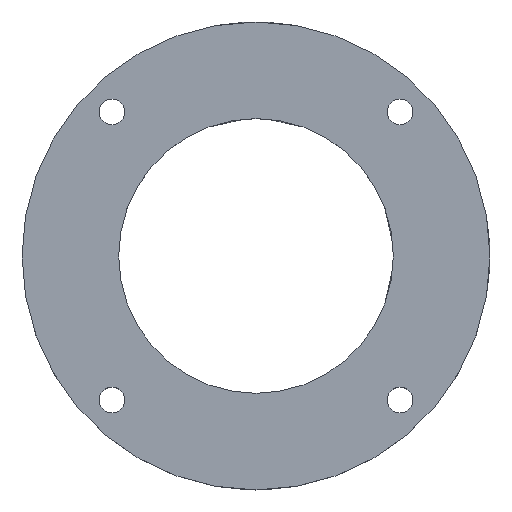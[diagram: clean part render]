
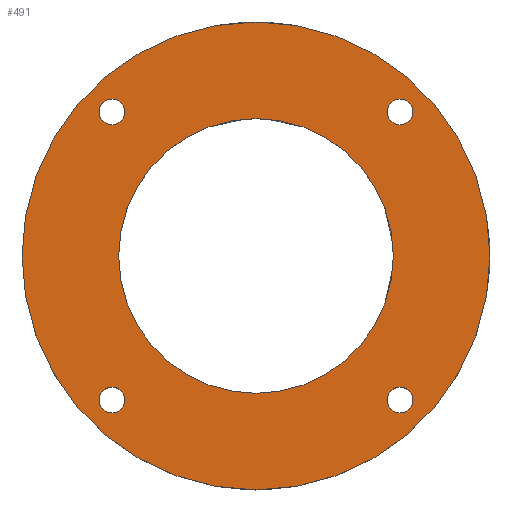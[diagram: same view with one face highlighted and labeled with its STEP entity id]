
A CAD part, top view. The second image highlights one B-rep face of the part: STEP entity #491.
In plain terms, the highlighted planar face has unit normal (0, 0, 1).
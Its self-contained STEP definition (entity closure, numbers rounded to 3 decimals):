
#12 = ORIENTED_EDGE ( 'NONE', *, *, #680, .F. ) ;
#25 = CIRCLE ( 'NONE', #863, 4.25 ) ;
#34 = CARTESIAN_POINT ( 'NONE',  ( -51.98, 47.73, 7.5 ) ) ;
#41 = CARTESIAN_POINT ( 'NONE',  ( 43.48, -47.73, 7.5 ) ) ;
#58 = EDGE_CURVE ( 'NONE', #435, #1067, #25, .T. ) ;
#61 = DIRECTION ( 'NONE',  ( 0., 0., 1. ) ) ;
#103 = DIRECTION ( 'NONE',  ( 1., 0., 0. ) ) ;
#110 = CARTESIAN_POINT ( 'NONE',  ( -51.98, -47.73, 7.5 ) ) ;
#114 = CARTESIAN_POINT ( 'NONE',  ( -47.73, -47.73, 7.5 ) ) ;
#116 = ORIENTED_EDGE ( 'NONE', *, *, #161, .F. ) ;
#119 = DIRECTION ( 'NONE',  ( 0., 0., 1. ) ) ;
#120 = EDGE_CURVE ( 'NONE', #343, #698, #143, .T. ) ;
#133 = VERTEX_POINT ( 'NONE', #481 ) ;
#134 = DIRECTION ( 'NONE',  ( 1., 0., 0. ) ) ;
#137 = DIRECTION ( 'NONE',  ( 0., 0., 1. ) ) ;
#142 = CARTESIAN_POINT ( 'NONE',  ( -45.5, 0., 7.5 ) ) ;
#143 = CIRCLE ( 'NONE', #984, 77.5 ) ;
#147 = CARTESIAN_POINT ( 'NONE',  ( 0., 0., 7.5 ) ) ;
#153 = FACE_BOUND ( 'NONE', #807, .T. ) ;
#161 = EDGE_CURVE ( 'NONE', #1067, #435, #783, .T. ) ;
#164 = VERTEX_POINT ( 'NONE', #823 ) ;
#171 = DIRECTION ( 'NONE',  ( -1., 0., 0. ) ) ;
#172 = EDGE_CURVE ( 'NONE', #133, #300, #927, .T. ) ;
#178 = ORIENTED_EDGE ( 'NONE', *, *, #194, .F. ) ;
#182 = ORIENTED_EDGE ( 'NONE', *, *, #120, .T. ) ;
#187 = AXIS2_PLACEMENT_3D ( 'NONE', #114, #877, #366 ) ;
#194 = EDGE_CURVE ( 'NONE', #313, #164, #387, .T. ) ;
#196 = AXIS2_PLACEMENT_3D ( 'NONE', #1006, #406, #237 ) ;
#201 = CARTESIAN_POINT ( 'NONE',  ( 47.73, -47.73, 7.5 ) ) ;
#211 = DIRECTION ( 'NONE',  ( 1., 0., 0. ) ) ;
#227 = PLANE ( 'NONE',  #301 ) ;
#233 = DIRECTION ( 'NONE',  ( 0., -1., 0. ) ) ;
#237 = DIRECTION ( 'NONE',  ( 0., 1., 0. ) ) ;
#255 = VERTEX_POINT ( 'NONE', #41 ) ;
#275 = EDGE_LOOP ( 'NONE', ( #687, #182 ) ) ;
#279 = CARTESIAN_POINT ( 'NONE',  ( 0., 0., 7.5 ) ) ;
#288 = CARTESIAN_POINT ( 'NONE',  ( 51.98, 47.73, 7.5 ) ) ;
#291 = VERTEX_POINT ( 'NONE', #653 ) ;
#300 = VERTEX_POINT ( 'NONE', #142 ) ;
#301 = AXIS2_PLACEMENT_3D ( 'NONE', #560, #61, #1048 ) ;
#313 = VERTEX_POINT ( 'NONE', #288 ) ;
#323 = DIRECTION ( 'NONE',  ( 0., 0., 1. ) ) ;
#326 = CIRCLE ( 'NONE', #968, 4.25 ) ;
#343 = VERTEX_POINT ( 'NONE', #583 ) ;
#350 = EDGE_CURVE ( 'NONE', #388, #353, #739, .T. ) ;
#353 = VERTEX_POINT ( 'NONE', #448 ) ;
#366 = DIRECTION ( 'NONE',  ( 0., 1., 0. ) ) ;
#387 = CIRCLE ( 'NONE', #948, 4.25 ) ;
#388 = VERTEX_POINT ( 'NONE', #110 ) ;
#406 = DIRECTION ( 'NONE',  ( 0., 0., 1. ) ) ;
#409 = EDGE_CURVE ( 'NONE', #255, #291, #326, .T. ) ;
#435 = VERTEX_POINT ( 'NONE', #969 ) ;
#442 = EDGE_LOOP ( 'NONE', ( #830, #647 ) ) ;
#448 = CARTESIAN_POINT ( 'NONE',  ( -43.48, -47.73, 7.5 ) ) ;
#451 = ORIENTED_EDGE ( 'NONE', *, *, #350, .F. ) ;
#459 = CARTESIAN_POINT ( 'NONE',  ( 47.73, 47.73, 7.5 ) ) ;
#481 = CARTESIAN_POINT ( 'NONE',  ( 45.5, 0., 7.5 ) ) ;
#485 = CARTESIAN_POINT ( 'NONE',  ( 47.73, 47.73, 7.5 ) ) ;
#491 = ADVANCED_FACE ( 'NONE', ( #754, #578, #153, #688, #676, #834 ), #227, .T. ) ;
#493 = DIRECTION ( 'NONE',  ( 1., 0., 0. ) ) ;
#500 = AXIS2_PLACEMENT_3D ( 'NONE', #485, #137, #233 ) ;
#527 = DIRECTION ( 'NONE',  ( 1., 0., 0. ) ) ;
#541 = CARTESIAN_POINT ( 'NONE',  ( -47.73, 47.73, 7.5 ) ) ;
#560 = CARTESIAN_POINT ( 'NONE',  ( 0., 0., 7.5 ) ) ;
#568 = ORIENTED_EDGE ( 'NONE', *, *, #771, .F. ) ;
#570 = CARTESIAN_POINT ( 'NONE',  ( -47.73, 47.73, 7.5 ) ) ;
#577 = EDGE_LOOP ( 'NONE', ( #12, #780 ) ) ;
#578 = FACE_BOUND ( 'NONE', #442, .T. ) ;
#582 = EDGE_CURVE ( 'NONE', #698, #343, #862, .T. ) ;
#583 = CARTESIAN_POINT ( 'NONE',  ( 77.5, 0., 7.5 ) ) ;
#614 = CIRCLE ( 'NONE', #1071, 4.25 ) ;
#619 = EDGE_LOOP ( 'NONE', ( #976, #116 ) ) ;
#626 = DIRECTION ( 'NONE',  ( 0., 0., 1. ) ) ;
#635 = ORIENTED_EDGE ( 'NONE', *, *, #685, .F. ) ;
#647 = ORIENTED_EDGE ( 'NONE', *, *, #409, .F. ) ;
#653 = CARTESIAN_POINT ( 'NONE',  ( 51.98, -47.73, 7.5 ) ) ;
#668 = EDGE_CURVE ( 'NONE', #291, #255, #614, .T. ) ;
#676 = FACE_OUTER_BOUND ( 'NONE', #275, .T. ) ;
#680 = EDGE_CURVE ( 'NONE', #300, #133, #1033, .T. ) ;
#685 = EDGE_CURVE ( 'NONE', #164, #313, #951, .T. ) ;
#687 = ORIENTED_EDGE ( 'NONE', *, *, #582, .T. ) ;
#688 = FACE_BOUND ( 'NONE', #619, .T. ) ;
#698 = VERTEX_POINT ( 'NONE', #732 ) ;
#702 = DIRECTION ( 'NONE',  ( 0., 0., 1. ) ) ;
#711 = DIRECTION ( 'NONE',  ( -1., 0., 0. ) ) ;
#712 = AXIS2_PLACEMENT_3D ( 'NONE', #1020, #946, #779 ) ;
#732 = CARTESIAN_POINT ( 'NONE',  ( -77.5, 0., 7.5 ) ) ;
#739 = CIRCLE ( 'NONE', #187, 4.25 ) ;
#754 = FACE_BOUND ( 'NONE', #814, .T. ) ;
#771 = EDGE_CURVE ( 'NONE', #353, #388, #793, .T. ) ;
#779 = DIRECTION ( 'NONE',  ( 1., 0., 0. ) ) ;
#780 = ORIENTED_EDGE ( 'NONE', *, *, #172, .F. ) ;
#783 = CIRCLE ( 'NONE', #1095, 4.25 ) ;
#793 = CIRCLE ( 'NONE', #196, 4.25 ) ;
#807 = EDGE_LOOP ( 'NONE', ( #568, #451 ) ) ;
#814 = EDGE_LOOP ( 'NONE', ( #178, #635 ) ) ;
#823 = CARTESIAN_POINT ( 'NONE',  ( 43.48, 47.73, 7.5 ) ) ;
#830 = ORIENTED_EDGE ( 'NONE', *, *, #668, .F. ) ;
#834 = FACE_BOUND ( 'NONE', #577, .T. ) ;
#862 = CIRCLE ( 'NONE', #1031, 77.5 ) ;
#863 = AXIS2_PLACEMENT_3D ( 'NONE', #541, #626, #211 ) ;
#877 = DIRECTION ( 'NONE',  ( 0., 0., 1. ) ) ;
#878 = DIRECTION ( 'NONE',  ( 0., 0., 1. ) ) ;
#923 = CARTESIAN_POINT ( 'NONE',  ( 47.73, -47.73, 7.5 ) ) ;
#927 = CIRCLE ( 'NONE', #1013, 45.5 ) ;
#946 = DIRECTION ( 'NONE',  ( 0., 0., 1. ) ) ;
#948 = AXIS2_PLACEMENT_3D ( 'NONE', #459, #961, #1043 ) ;
#951 = CIRCLE ( 'NONE', #500, 4.25 ) ;
#961 = DIRECTION ( 'NONE',  ( 0., 0., 1. ) ) ;
#968 = AXIS2_PLACEMENT_3D ( 'NONE', #201, #119, #711 ) ;
#969 = CARTESIAN_POINT ( 'NONE',  ( -43.48, 47.73, 7.5 ) ) ;
#972 = DIRECTION ( 'NONE',  ( 0., 0., 1. ) ) ;
#976 = ORIENTED_EDGE ( 'NONE', *, *, #58, .F. ) ;
#984 = AXIS2_PLACEMENT_3D ( 'NONE', #1060, #972, #134 ) ;
#1006 = CARTESIAN_POINT ( 'NONE',  ( -47.73, -47.73, 7.5 ) ) ;
#1013 = AXIS2_PLACEMENT_3D ( 'NONE', #279, #878, #527 ) ;
#1020 = CARTESIAN_POINT ( 'NONE',  ( 0., 0., 7.5 ) ) ;
#1031 = AXIS2_PLACEMENT_3D ( 'NONE', #147, #323, #493 ) ;
#1032 = DIRECTION ( 'NONE',  ( 0., 0., 1. ) ) ;
#1033 = CIRCLE ( 'NONE', #712, 45.5 ) ;
#1043 = DIRECTION ( 'NONE',  ( 0., -1., 0. ) ) ;
#1048 = DIRECTION ( 'NONE',  ( 1., 0., 0. ) ) ;
#1060 = CARTESIAN_POINT ( 'NONE',  ( 0., 0., 7.5 ) ) ;
#1067 = VERTEX_POINT ( 'NONE', #34 ) ;
#1071 = AXIS2_PLACEMENT_3D ( 'NONE', #923, #702, #171 ) ;
#1095 = AXIS2_PLACEMENT_3D ( 'NONE', #570, #1032, #103 ) ;
